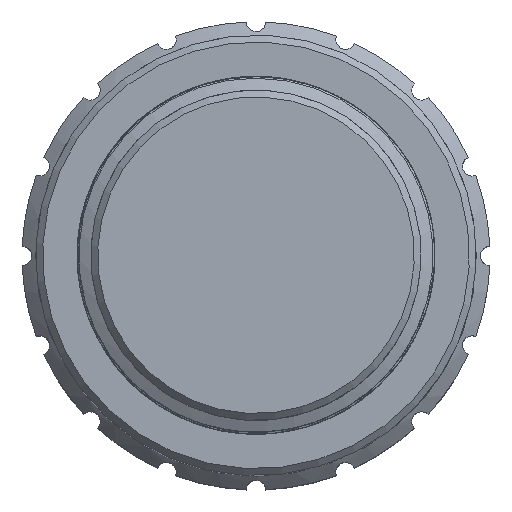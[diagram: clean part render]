
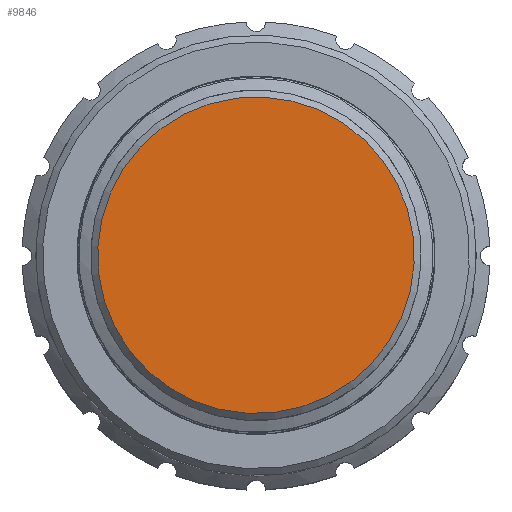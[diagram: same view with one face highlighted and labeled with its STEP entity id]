
A CAD part, top view. The second image highlights one B-rep face of the part: STEP entity #9846.
In plain terms, the highlighted planar face has unit normal (0, 0, 1).
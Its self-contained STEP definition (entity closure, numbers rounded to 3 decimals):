
#190 = EDGE_CURVE ( 'NONE', #17339, #17339, #4328, .T. ) ;
#1435 = ORIENTED_EDGE ( 'NONE', *, *, #190, .T. ) ;
#2518 = CARTESIAN_POINT ( 'NONE',  ( -122.663, 22.015, 32.092 ) ) ;
#4153 = DIRECTION ( 'NONE',  ( 0.998, -0.055, 0. ) ) ;
#4328 = CIRCLE ( 'NONE', #17546, 11.5 ) ;
#5264 = AXIS2_PLACEMENT_3D ( 'NONE', #8216, #5627, #4153 ) ;
#5627 = DIRECTION ( 'NONE',  ( 0., 0., 1. ) ) ;
#6850 = PLANE ( 'NONE',  #5264 ) ;
#8216 = CARTESIAN_POINT ( 'NONE',  ( -122.663, 22.015, 32.092 ) ) ;
#9846 = ADVANCED_FACE ( 'NONE', ( #15538 ), #6850, .T. ) ;
#11379 = CARTESIAN_POINT ( 'NONE',  ( -111.18, 21.385, 32.092 ) ) ;
#12183 = DIRECTION ( 'NONE',  ( 0., 0., 1. ) ) ;
#12977 = EDGE_LOOP ( 'NONE', ( #1435 ) ) ;
#15538 = FACE_OUTER_BOUND ( 'NONE', #12977, .T. ) ;
#17339 = VERTEX_POINT ( 'NONE', #11379 ) ;
#17546 = AXIS2_PLACEMENT_3D ( 'NONE', #2518, #12183, #17868 ) ;
#17868 = DIRECTION ( 'NONE',  ( 0.998, -0.055, 0. ) ) ;
